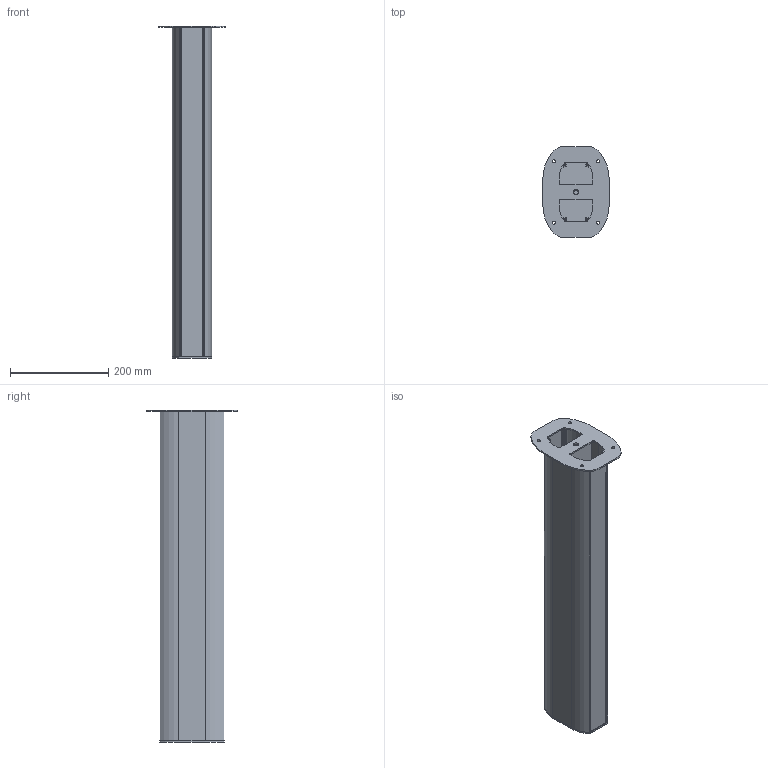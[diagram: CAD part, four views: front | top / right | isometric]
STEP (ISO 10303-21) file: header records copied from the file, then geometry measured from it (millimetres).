
FILE_DESCRIPTION (( 'STEP AP214' ), '1' );
FILE_NAME ('6289980.stp', '2016-06-30T07:31:49', ( '' ), ( '' ), 'SwSTEP 2.0', 'SolidWorks 2014', '' );
FILE_SCHEMA (( 'AUTOMOTIVE_DESIGN' ));
Length unit declared in the file: millimetre
Products named in the file (7): 6289980; 028059_L=670; 032679_Standard; 026468_L=670; 031168_L=670; 032759_Standard; 032761_Alternativ
Assembly tree (7 placements, depth 3):
  6289980
    028059_L=670
    032679_Standard
    031168_L=670  x2
      026468_L=670
    032761_Alternativ
      032759_Standard
Bounding box: 135 x 185 x 676 mm (x, y, z)
Volume: 894787.9 mm3; surface area: 903311 mm2
Topology: 5 solids, 5 shells, 155 faces, 435 edges, 290 vertices
Faces by surface type: plane 88, cylinder 67
Entity records: 4713 total; most frequent: DIRECTION 793, CARTESIAN_POINT 782, ORIENTED_EDGE 762, EDGE_CURVE 381, AXIS2_PLACEMENT_3D 265, LINE 263, VECTOR 263, VERTEX_POINT 254
